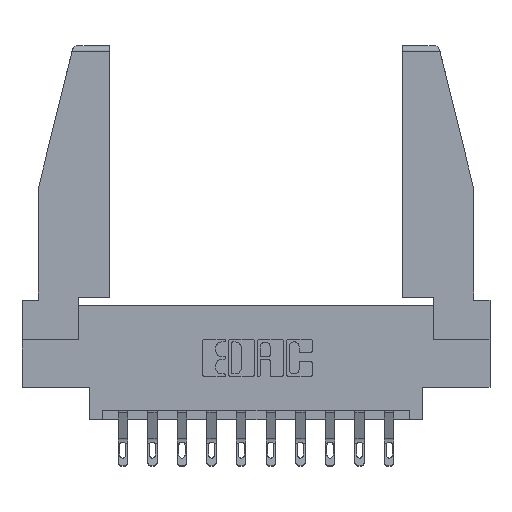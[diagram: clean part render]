
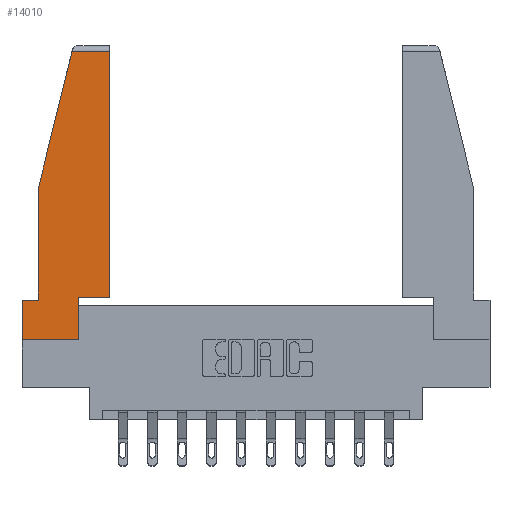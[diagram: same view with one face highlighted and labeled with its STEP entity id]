
A CAD part, top view. The second image highlights one B-rep face of the part: STEP entity #14010.
In plain terms, the highlighted planar face has unit normal (0, 0, 1).
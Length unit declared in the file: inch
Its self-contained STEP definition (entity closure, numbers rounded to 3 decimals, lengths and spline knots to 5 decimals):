
#52 = LINE ( 'NONE', #10088, #12053 ) ;
#210 = VERTEX_POINT ( 'NONE', #14412 ) ;
#376 = LINE ( 'NONE', #11227, #3423 ) ;
#660 = VECTOR ( 'NONE', #8148, 39.37008 ) ;
#734 = ORIENTED_EDGE ( 'NONE', *, *, #9982, .T. ) ;
#962 = ORIENTED_EDGE ( 'NONE', *, *, #2968, .T. ) ;
#1344 = CARTESIAN_POINT ( 'NONE',  ( 0.461, 0.223, 0. ) ) ;
#1403 = ORIENTED_EDGE ( 'NONE', *, *, #3978, .T. ) ;
#1509 = EDGE_CURVE ( 'NONE', #210, #10510, #376, .T. ) ;
#1755 = LINE ( 'NONE', #5435, #4821 ) ;
#2032 = CARTESIAN_POINT ( 'NONE',  ( 0.2636, 1.52, 0. ) ) ;
#2399 = EDGE_CURVE ( 'NONE', #13820, #6068, #1755, .T. ) ;
#2652 = DIRECTION ( 'NONE',  ( 0., 0., 1. ) ) ;
#2741 = EDGE_CURVE ( 'NONE', #11709, #12727, #6459, .T. ) ;
#2968 = EDGE_CURVE ( 'NONE', #3481, #11709, #12002, .T. ) ;
#3110 = DIRECTION ( 'NONE',  ( -1., 0., 0. ) ) ;
#3423 = VECTOR ( 'NONE', #11026, 39.37008 ) ;
#3481 = VERTEX_POINT ( 'NONE', #6089 ) ;
#3978 = EDGE_CURVE ( 'NONE', #6068, #210, #14119, .T. ) ;
#4194 = ORIENTED_EDGE ( 'NONE', *, *, #5284, .T. ) ;
#4388 = CARTESIAN_POINT ( 'NONE',  ( 0.297, 0., 0. ) ) ;
#4755 = FACE_OUTER_BOUND ( 'NONE', #11556, .T. ) ;
#4798 = DIRECTION ( 'NONE',  ( -0.239, -0.971, 0. ) ) ;
#4821 = VECTOR ( 'NONE', #13353, 39.37008 ) ;
#4934 = VECTOR ( 'NONE', #6720, 39.37008 ) ;
#5210 = ORIENTED_EDGE ( 'NONE', *, *, #2399, .T. ) ;
#5284 = EDGE_CURVE ( 'NONE', #10913, #3481, #12809, .T. ) ;
#5435 = CARTESIAN_POINT ( 'NONE',  ( 0.086, 0.8, 0. ) ) ;
#5476 = CARTESIAN_POINT ( 'NONE',  ( 0.461, 0.223, 0. ) ) ;
#5507 = CARTESIAN_POINT ( 'NONE',  ( 0.086, 0.8, 0. ) ) ;
#6021 = CARTESIAN_POINT ( 'NONE',  ( 0., 0.21, 0. ) ) ;
#6068 = VERTEX_POINT ( 'NONE', #14182 ) ;
#6089 = CARTESIAN_POINT ( 'NONE',  ( 0.297, 0.223, 0. ) ) ;
#6102 = CARTESIAN_POINT ( 'NONE',  ( 0., 0., 0. ) ) ;
#6459 = LINE ( 'NONE', #1344, #13629 ) ;
#6717 = AXIS2_PLACEMENT_3D ( 'NONE', #8343, #2652, #10673 ) ;
#6720 = DIRECTION ( 'NONE',  ( 0., 1., 0. ) ) ;
#6814 = ORIENTED_EDGE ( 'NONE', *, *, #9681, .T. ) ;
#7247 = PLANE ( 'NONE',  #6717 ) ;
#7661 = ORIENTED_EDGE ( 'NONE', *, *, #14334, .T. ) ;
#8148 = DIRECTION ( 'NONE',  ( -1., 0., 0. ) ) ;
#8197 = CARTESIAN_POINT ( 'NONE',  ( 0., 0., 0. ) ) ;
#8288 = DIRECTION ( 'NONE',  ( 1., 0., 0. ) ) ;
#8343 = CARTESIAN_POINT ( 'NONE',  ( 0., 0., 0. ) ) ;
#8552 = VERTEX_POINT ( 'NONE', #2032 ) ;
#8824 = VECTOR ( 'NONE', #4798, 39.37008 ) ;
#9324 = CARTESIAN_POINT ( 'NONE',  ( 0.271, 1.55, 0. ) ) ;
#9681 = EDGE_CURVE ( 'NONE', #10510, #10913, #13495, .T. ) ;
#9716 = LINE ( 'NONE', #9324, #8824 ) ;
#9982 = EDGE_CURVE ( 'NONE', #8552, #13820, #9716, .T. ) ;
#10088 = CARTESIAN_POINT ( 'NONE',  ( 0., 1.52, 0. ) ) ;
#10397 = VECTOR ( 'NONE', #8288, 39.37008 ) ;
#10510 = VERTEX_POINT ( 'NONE', #6102 ) ;
#10534 = DIRECTION ( 'NONE',  ( 0., 1., 0. ) ) ;
#10673 = DIRECTION ( 'NONE',  ( 1., 0., 0. ) ) ;
#10724 = DIRECTION ( 'NONE',  ( 1., 0., 0. ) ) ;
#10913 = VERTEX_POINT ( 'NONE', #11452 ) ;
#11026 = DIRECTION ( 'NONE',  ( 0., -1., 0. ) ) ;
#11227 = CARTESIAN_POINT ( 'NONE',  ( 0., 0.21, 0. ) ) ;
#11452 = CARTESIAN_POINT ( 'NONE',  ( 0.297, 0., 0. ) ) ;
#11556 = EDGE_LOOP ( 'NONE', ( #13532, #7661, #734, #5210, #1403, #14782, #6814, #4194, #962 ) ) ;
#11709 = VERTEX_POINT ( 'NONE', #5476 ) ;
#12002 = LINE ( 'NONE', #13436, #10397 ) ;
#12053 = VECTOR ( 'NONE', #3110, 39.37008 ) ;
#12283 = CARTESIAN_POINT ( 'NONE',  ( 0.461, 1.52, 0. ) ) ;
#12583 = VECTOR ( 'NONE', #10724, 39.37008 ) ;
#12727 = VERTEX_POINT ( 'NONE', #12283 ) ;
#12809 = LINE ( 'NONE', #4388, #4934 ) ;
#13353 = DIRECTION ( 'NONE',  ( 0., -1., 0. ) ) ;
#13436 = CARTESIAN_POINT ( 'NONE',  ( 0.297, 0.223, 0. ) ) ;
#13495 = LINE ( 'NONE', #8197, #12583 ) ;
#13532 = ORIENTED_EDGE ( 'NONE', *, *, #2741, .T. ) ;
#13629 = VECTOR ( 'NONE', #10534, 39.37008 ) ;
#13820 = VERTEX_POINT ( 'NONE', #5507 ) ;
#14010 = ADVANCED_FACE ( 'NONE', ( #4755 ), #7247, .T. ) ;
#14119 = LINE ( 'NONE', #6021, #660 ) ;
#14182 = CARTESIAN_POINT ( 'NONE',  ( 0.086, 0.21, 0. ) ) ;
#14334 = EDGE_CURVE ( 'NONE', #12727, #8552, #52, .T. ) ;
#14412 = CARTESIAN_POINT ( 'NONE',  ( 0., 0.21, 0. ) ) ;
#14782 = ORIENTED_EDGE ( 'NONE', *, *, #1509, .T. ) ;
